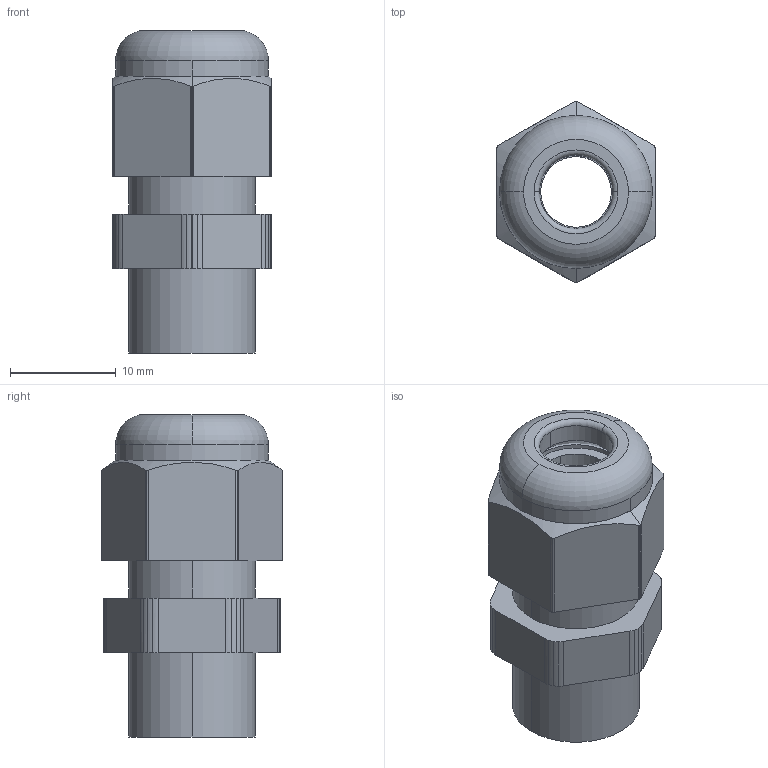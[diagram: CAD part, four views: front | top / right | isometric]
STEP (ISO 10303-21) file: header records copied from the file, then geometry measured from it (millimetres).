
FILE_DESCRIPTION(('CATIA V5 STEP Exchange','CAx-IF Rec.Pracs.--- Model Styling and Organization---1.4--- 2014-01-23'),'2;1');
FILE_NAME ('026173-3_1', '2019-11-07T08:07:38+00:00', ('none'), ('Weidmueller'), 'CATIA Version 5-6 Release 2016 SP3 HF44', 'CATIA V5 STEP AP214', 'none');
FILE_SCHEMA(('AUTOMOTIVE_DESIGN { 1 0 10303 214 1 1 1 1 }'));
Length unit declared in the file: millimetre
Products named in the file (1): VG_M12
Bounding box: 15 x 17.2 x 30.5 mm (x, y, z)
Volume: 3464.6 mm3; surface area: 3828.8 mm2
Topology: 3 solids, 3 shells, 112 faces, 301 edges, 199 vertices
Faces by surface type: cylinder 58, plane 34, cone 8, torus 8, bspline 4
Entity records: 3764 total; most frequent: CARTESIAN_POINT 1138, ORIENTED_EDGE 602, DIRECTION 415, EDGE_CURVE 301, VERTEX_POINT 199, AXIS2_PLACEMENT_3D 186, VECTOR 127, LINE 127
